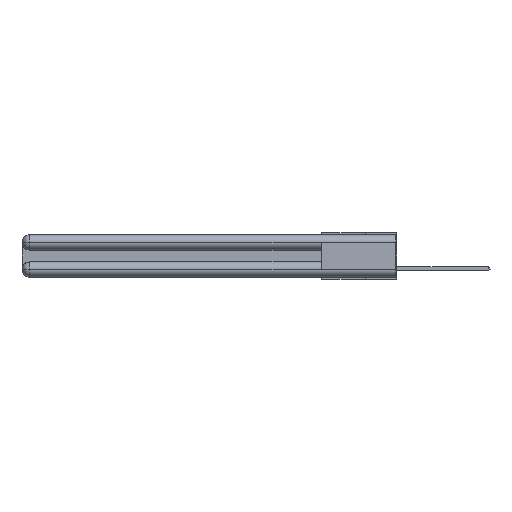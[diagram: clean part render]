
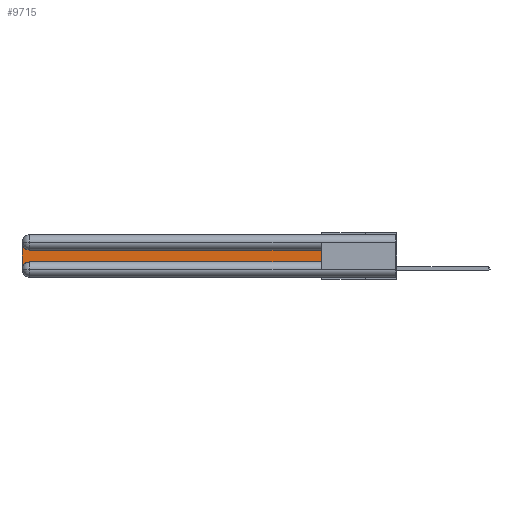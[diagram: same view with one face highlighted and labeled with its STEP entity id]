
A CAD part, left-side view. The second image highlights one B-rep face of the part: STEP entity #9715.
In plain terms, the highlighted planar face has unit normal (-1, 0, 0).
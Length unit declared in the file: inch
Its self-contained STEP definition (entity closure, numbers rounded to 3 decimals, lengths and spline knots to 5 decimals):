
#252 = ORIENTED_EDGE ( 'NONE', *, *, #25386, .T. ) ;
#255 = DIRECTION ( 'NONE',  ( 0., 0., -1. ) ) ;
#1401 = CARTESIAN_POINT ( 'NONE',  ( 0.075, 0.6, -0.2175 ) ) ;
#1442 = VECTOR ( 'NONE', #29212, 39.37008 ) ;
#2904 = CARTESIAN_POINT ( 'NONE',  ( 0.075, 3., -0.0625 ) ) ;
#2985 = ORIENTED_EDGE ( 'NONE', *, *, #19328, .T. ) ;
#3997 = DIRECTION ( 'NONE',  ( 0., 0., 1. ) ) ;
#5993 = CARTESIAN_POINT ( 'NONE',  ( 0.075, 0.6, -0.1225 ) ) ;
#6308 = VERTEX_POINT ( 'NONE', #2904 ) ;
#7390 = CARTESIAN_POINT ( 'NONE',  ( 0.075, 2.94, -0.2175 ) ) ;
#8063 = VERTEX_POINT ( 'NONE', #7390 ) ;
#8332 = VERTEX_POINT ( 'NONE', #14723 ) ;
#8491 = DIRECTION ( 'NONE',  ( 0., 0., -1. ) ) ;
#8877 = EDGE_CURVE ( 'NONE', #8332, #23287, #20767, .T. ) ;
#9458 = LINE ( 'NONE', #19050, #1442 ) ;
#9715 = ADVANCED_FACE ( 'NONE', ( #19111 ), #12633, .F. ) ;
#10312 = DIRECTION ( 'NONE',  ( 0., 0., -1. ) ) ;
#11017 = CARTESIAN_POINT ( 'NONE',  ( 0.075, 2.94, -0.1225 ) ) ;
#11018 = ORIENTED_EDGE ( 'NONE', *, *, #29110, .T. ) ;
#12321 = EDGE_CURVE ( 'NONE', #6308, #29306, #29298, .T. ) ;
#12348 = DIRECTION ( 'NONE',  ( 1., 0., 0. ) ) ;
#12633 = PLANE ( 'NONE',  #17664 ) ;
#12753 = VERTEX_POINT ( 'NONE', #11017 ) ;
#14484 = DIRECTION ( 'NONE',  ( 1., 0., 0. ) ) ;
#14710 = DIRECTION ( 'NONE',  ( 0., 0., -1. ) ) ;
#14723 = CARTESIAN_POINT ( 'NONE',  ( 0.075, 0.6, -0.2175 ) ) ;
#17205 = VECTOR ( 'NONE', #3997, 39.37008 ) ;
#17409 = LINE ( 'NONE', #18042, #24969 ) ;
#17664 = AXIS2_PLACEMENT_3D ( 'NONE', #22971, #25554, #10312 ) ;
#18042 = CARTESIAN_POINT ( 'NONE',  ( 0.075, 0.6, -0.2175 ) ) ;
#19024 = ORIENTED_EDGE ( 'NONE', *, *, #12321, .T. ) ;
#19050 = CARTESIAN_POINT ( 'NONE',  ( 0.075, 0.6, -0.1225 ) ) ;
#19111 = FACE_OUTER_BOUND ( 'NONE', #21919, .T. ) ;
#19328 = EDGE_CURVE ( 'NONE', #23287, #12753, #9458, .T. ) ;
#19612 = ORIENTED_EDGE ( 'NONE', *, *, #26885, .T. ) ;
#20452 = CARTESIAN_POINT ( 'NONE',  ( 0.075, 2.94, -0.2775 ) ) ;
#20767 = LINE ( 'NONE', #1401, #17205 ) ;
#21196 = AXIS2_PLACEMENT_3D ( 'NONE', #29860, #14484, #14710 ) ;
#21373 = CARTESIAN_POINT ( 'NONE',  ( 0.075, 3., -0.2175 ) ) ;
#21676 = VECTOR ( 'NONE', #8491, 39.37008 ) ;
#21919 = EDGE_LOOP ( 'NONE', ( #2985, #11018, #19024, #252, #19612, #24213 ) ) ;
#22971 = CARTESIAN_POINT ( 'NONE',  ( 0.075, 3., -0.1225 ) ) ;
#23287 = VERTEX_POINT ( 'NONE', #5993 ) ;
#24213 = ORIENTED_EDGE ( 'NONE', *, *, #8877, .T. ) ;
#24969 = VECTOR ( 'NONE', #30664, 39.37008 ) ;
#25240 = CIRCLE ( 'NONE', #32703, 0.06 ) ;
#25386 = EDGE_CURVE ( 'NONE', #29306, #8063, #25240, .T. ) ;
#25554 = DIRECTION ( 'NONE',  ( 1., 0., 0. ) ) ;
#26885 = EDGE_CURVE ( 'NONE', #8063, #8332, #17409, .T. ) ;
#29110 = EDGE_CURVE ( 'NONE', #12753, #6308, #31611, .T. ) ;
#29212 = DIRECTION ( 'NONE',  ( 0., 1., 0. ) ) ;
#29298 = LINE ( 'NONE', #21373, #21676 ) ;
#29306 = VERTEX_POINT ( 'NONE', #29385 ) ;
#29385 = CARTESIAN_POINT ( 'NONE',  ( 0.075, 3., -0.2775 ) ) ;
#29860 = CARTESIAN_POINT ( 'NONE',  ( 0.075, 2.94, -0.0625 ) ) ;
#30664 = DIRECTION ( 'NONE',  ( 0., -1., 0. ) ) ;
#31611 = CIRCLE ( 'NONE', #21196, 0.06 ) ;
#32703 = AXIS2_PLACEMENT_3D ( 'NONE', #20452, #12348, #255 ) ;
